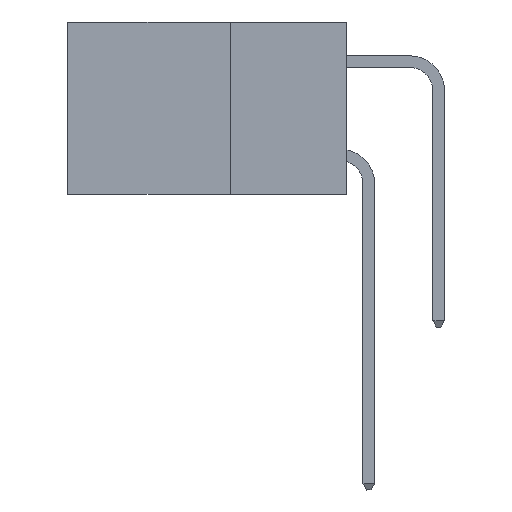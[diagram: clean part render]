
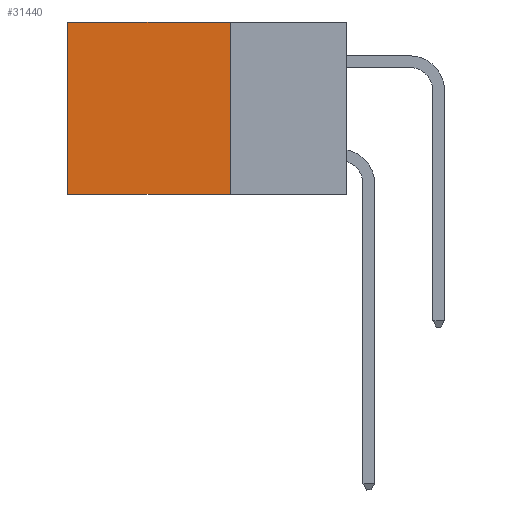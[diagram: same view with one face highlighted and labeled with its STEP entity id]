
A CAD part, left-side view. The second image highlights one B-rep face of the part: STEP entity #31440.
In plain terms, the highlighted planar face has unit normal (-1, 0, 0).
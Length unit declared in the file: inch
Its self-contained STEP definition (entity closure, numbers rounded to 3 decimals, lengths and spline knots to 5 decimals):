
#311 = VERTEX_POINT ( 'NONE', #27660 ) ;
#1662 = CARTESIAN_POINT ( 'NONE',  ( 0.2875, 0.25, -0.37 ) ) ;
#6710 = DIRECTION ( 'NONE',  ( 0., 1., 0. ) ) ;
#7041 = CARTESIAN_POINT ( 'NONE',  ( 0.2875, 0.6, 0. ) ) ;
#7390 = ORIENTED_EDGE ( 'NONE', *, *, #27274, .F. ) ;
#8451 = CARTESIAN_POINT ( 'NONE',  ( 0.2875, 0.25, 0. ) ) ;
#8508 = DIRECTION ( 'NONE',  ( 0., 0., -1. ) ) ;
#8580 = CARTESIAN_POINT ( 'NONE',  ( 0.2875, 0.6, 0. ) ) ;
#8670 = CARTESIAN_POINT ( 'NONE',  ( 0.2875, 0.25, 0. ) ) ;
#10872 = DIRECTION ( 'NONE',  ( 0., 0., -1. ) ) ;
#11378 = LINE ( 'NONE', #12248, #26661 ) ;
#12248 = CARTESIAN_POINT ( 'NONE',  ( 0.2875, 0.25, -0.37 ) ) ;
#13472 = EDGE_CURVE ( 'NONE', #39652, #27131, #22665, .T. ) ;
#13991 = EDGE_LOOP ( 'NONE', ( #34672, #7390, #15449, #28930 ) ) ;
#15449 = ORIENTED_EDGE ( 'NONE', *, *, #13472, .F. ) ;
#17589 = CARTESIAN_POINT ( 'NONE',  ( 0.2875, 0.25, 0. ) ) ;
#18536 = EDGE_CURVE ( 'NONE', #19351, #311, #43325, .T. ) ;
#18974 = AXIS2_PLACEMENT_3D ( 'NONE', #17589, #20841, #20976 ) ;
#19351 = VERTEX_POINT ( 'NONE', #8580 ) ;
#20425 = CARTESIAN_POINT ( 'NONE',  ( 0.2875, 0.25, 0. ) ) ;
#20617 = LINE ( 'NONE', #20425, #36495 ) ;
#20841 = DIRECTION ( 'NONE',  ( 1., 0., 0. ) ) ;
#20976 = DIRECTION ( 'NONE',  ( 0., 0., -1. ) ) ;
#22665 = LINE ( 'NONE', #8670, #30602 ) ;
#26359 = VECTOR ( 'NONE', #10872, 39.37008 ) ;
#26661 = VECTOR ( 'NONE', #32780, 39.37008 ) ;
#27131 = VERTEX_POINT ( 'NONE', #1662 ) ;
#27274 = EDGE_CURVE ( 'NONE', #27131, #311, #11378, .T. ) ;
#27660 = CARTESIAN_POINT ( 'NONE',  ( 0.2875, 0.6, -0.37 ) ) ;
#28930 = ORIENTED_EDGE ( 'NONE', *, *, #39451, .T. ) ;
#30602 = VECTOR ( 'NONE', #8508, 39.37008 ) ;
#31440 = ADVANCED_FACE ( 'NONE', ( #40103 ), #41668, .F. ) ;
#32780 = DIRECTION ( 'NONE',  ( 0., 1., 0. ) ) ;
#34672 = ORIENTED_EDGE ( 'NONE', *, *, #18536, .T. ) ;
#36495 = VECTOR ( 'NONE', #6710, 39.37008 ) ;
#39451 = EDGE_CURVE ( 'NONE', #39652, #19351, #20617, .T. ) ;
#39652 = VERTEX_POINT ( 'NONE', #8451 ) ;
#40103 = FACE_OUTER_BOUND ( 'NONE', #13991, .T. ) ;
#41668 = PLANE ( 'NONE',  #18974 ) ;
#43325 = LINE ( 'NONE', #7041, #26359 ) ;
